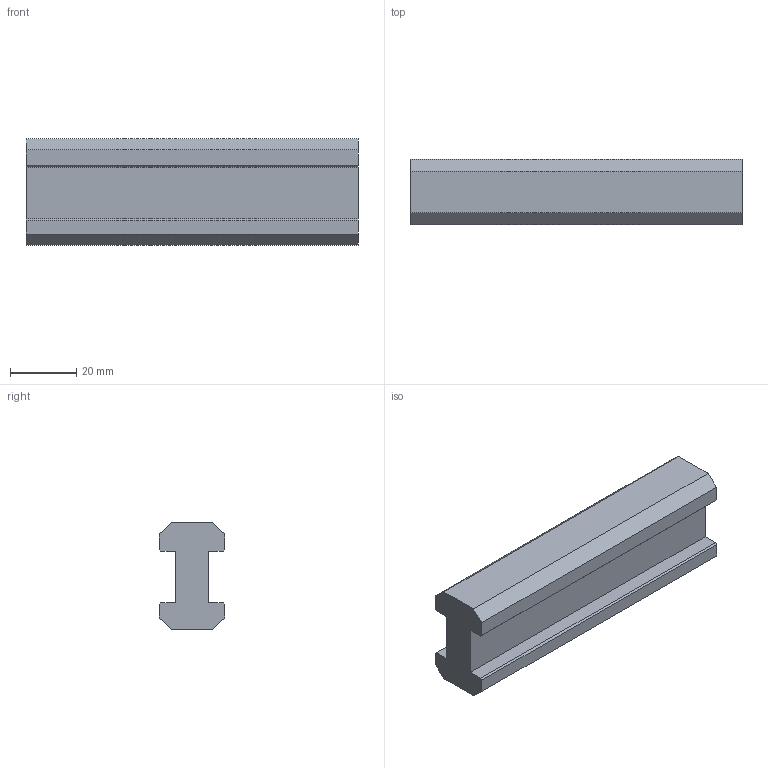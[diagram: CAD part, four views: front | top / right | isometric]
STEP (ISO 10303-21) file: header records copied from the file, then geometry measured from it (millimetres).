
FILE_DESCRIPTION (( 'STEP AP203' ), '1' );
FILE_NAME ('084.514.016.STEP', '2015-04-17T07:56:52', ( '' ), ( '' ), 'SwSTEP 2.0', 'SolidWorks 2012', '' );
FILE_SCHEMA (( 'CONFIG_CONTROL_DESIGN' ));
Length unit declared in the file: millimetre
Products named in the file (1): 084.514.016
Bounding box: 100 x 19.8 x 32 mm (x, y, z)
Volume: 45708.4 mm3; surface area: 12304.7 mm2
Topology: 1 solids, 1 shells, 22 faces, 60 edges, 40 vertices
Faces by surface type: plane 22
Entity records: 761 total; most frequent: CARTESIAN_POINT 123, ORIENTED_EDGE 120, DIRECTION 106, EDGE_CURVE 60, VECTOR 60, LINE 60, VERTEX_POINT 40, AXIS2_PLACEMENT_3D 23
